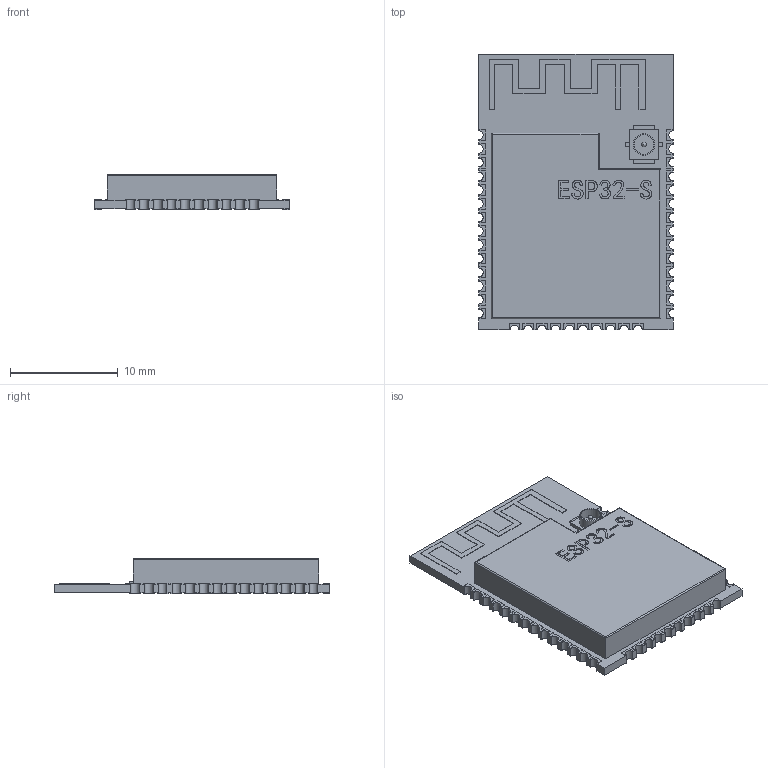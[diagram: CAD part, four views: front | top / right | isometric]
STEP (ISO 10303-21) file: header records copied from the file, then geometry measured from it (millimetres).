
FILE_DESCRIPTION(/* description */ (''),/* implementation_level */ '2;1');
FILE_NAME(/* name */ 'ESP32_S.step',/* time_stamp */ '2023-08-04T12:18:38+03:00',/* author */ (''),/* organization */ (''),/* preprocessor_version */ 'ST-DEVELOPER v20',/* originating_system */ 'Autodesk Translation Framework v12.9.0.99',/* authorisation */ '');
FILE_SCHEMA (('AUTOMOTIVE_DESIGN { 1 0 10303 214 3 1 1 }'));
Length unit declared in the file: millimetre
Products named in the file (1): (Unsaved)
Bounding box: 18 x 25.5 x 3.25 mm (x, y, z)
Volume: 968 mm3; surface area: 1173.4 mm2
Topology: 1 solids, 1 shells, 695 faces, 1878 edges, 1199 vertices
Faces by surface type: plane 612, cylinder 47, bspline 35, sphere 1
Full cylindrical faces by diameter (mm): 0.4 x1, 1.8 x1, 2 x1
Entity records: 24712 total; most frequent: CARTESIAN_POINT 6743, ORIENTED_EDGE 3754, DIRECTION 3218, EDGE_CURVE 1877, LINE 1718, VECTOR 1718, VERTEX_POINT 1199, AXIS2_PLACEMENT_3D 750
